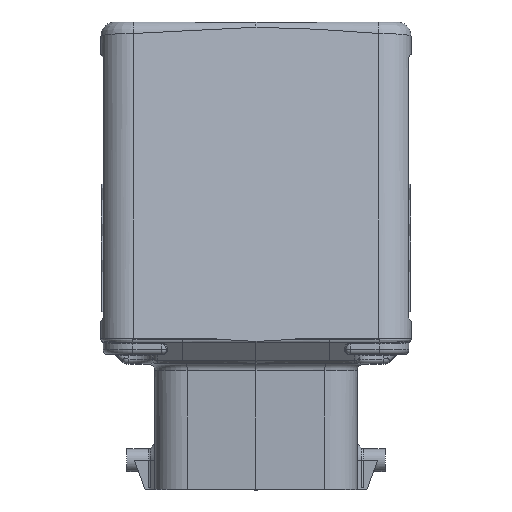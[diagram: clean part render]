
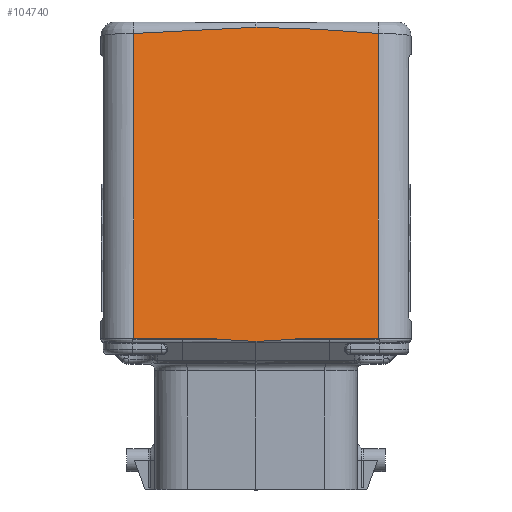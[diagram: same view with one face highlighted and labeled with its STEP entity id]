
A CAD part, top view. The second image highlights one B-rep face of the part: STEP entity #104740.
In plain terms, the highlighted planar face has unit normal (0, 0.174, 0.985).
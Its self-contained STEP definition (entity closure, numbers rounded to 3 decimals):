
#14690=CARTESIAN_POINT('',(46.623,118.147,
5.58));
#14700=VERTEX_POINT('',#14690);
#14750=CARTESIAN_POINT('',(46.623,118.147,
5.58));
#14760=CARTESIAN_POINT('',(44.445,118.086,
5.591));
#14770=CARTESIAN_POINT('',(40.09,117.958,
5.614));
#14780=CARTESIAN_POINT('',(33.559,117.737,
5.653));
#14790=CARTESIAN_POINT('',(28.118,117.513,
5.692));
#14800=CARTESIAN_POINT('',(24.312,117.302,
5.729));
#14810=CARTESIAN_POINT('',(22.411,117.156,
5.755));
#14820=CARTESIAN_POINT('',(21.464,117.056,
5.773));
#14830=CARTESIAN_POINT('',(20.992,116.985,
5.785));
#14840=CARTESIAN_POINT('',(20.76,116.936,
5.794));
#14850=CARTESIAN_POINT('',(20.645,116.9,
5.8));
#14860=CARTESIAN_POINT('',(20.586,116.873,
5.805));
#14870=CARTESIAN_POINT('',(20.556,116.846,
5.81));
#14880=CARTESIAN_POINT('',(20.556,116.83,
5.812));
#14890=B_SPLINE_CURVE_WITH_KNOTS('',3,(#14750,#14760,#14770,#14780,
#14790,#14800,#14810,#14820,#14830,#14840,#14850,#14860,#14870,#14880),
.UNSPECIFIED.,.F.,.F.,(4,1,1,1,1,1,1,1,1,1,1,4),(0.,0.25,
0.5,0.75,0.875,0.938,
0.969,0.984,0.992,0.996,
0.998,1.),.UNSPECIFIED.);
#14900=CARTESIAN_POINT('',(20.556,116.83,
5.812));
#14910=VERTEX_POINT('',#14900);
#14920=EDGE_CURVE('',#14700,#14910,#14890,.T.);
#22330=CARTESIAN_POINT('',(55.31,51.92,
17.258));
#22340=VERTEX_POINT('',#22330);
#22370=CARTESIAN_POINT('',(0.,51.92,
17.258));
#22380=DIRECTION('',(1.,0.,0.));
#22390=VECTOR('',#22380,1.);
#22400=LINE('',#22370,#22390);
#22410=CARTESIAN_POINT('',(72.689,51.92,
17.258));
#22420=VERTEX_POINT('',#22410);
#22430=EDGE_CURVE('',#22340,#22420,#22400,.T.);
#22830=CARTESIAN_POINT('',(46.623,51.255,
17.375));
#22840=VERTEX_POINT('',#22830);
#22870=CARTESIAN_POINT('',(46.623,51.255,
17.375));
#22880=CARTESIAN_POINT('',(48.11,51.309,
17.366));
#22890=CARTESIAN_POINT('',(50.305,51.399,
17.35));
#22900=CARTESIAN_POINT('',(52.712,51.545,
17.324));
#22910=CARTESIAN_POINT('',(53.808,51.638,
17.308));
#22920=CARTESIAN_POINT('',(54.347,51.693,
17.298));
#22930=CARTESIAN_POINT('',(54.765,51.749,
17.288));
#22940=CARTESIAN_POINT('',(55.042,51.799,
17.279));
#22950=CARTESIAN_POINT('',(55.195,51.841,
17.272));
#22960=CARTESIAN_POINT('',(55.266,51.87,
17.267));
#22970=CARTESIAN_POINT('',(55.31,51.9,
17.261));
#22980=CARTESIAN_POINT('',(55.31,51.92,
17.258));
#22990=B_SPLINE_CURVE_WITH_KNOTS('',3,(#22870,#22880,#22890,#22900,
#22910,#22920,#22930,#22940,#22950,#22960,#22970,#22980),.UNSPECIFIED.,
.F.,.F.,(4,1,1,1,1,1,1,1,1,4),(0.,0.511,0.754,
0.827,0.888,0.94,0.972,
0.986,0.993,1.),.UNSPECIFIED.);
#23000=CARTESIAN_POINT('',(54.729,51.746,
17.288));
#23010=VERTEX_POINT('',#23000);
#23020=EDGE_CURVE('',#22840,#23010,#22990,.T.);
#26650=CARTESIAN_POINT('',(72.689,116.83,
5.812));
#26660=VERTEX_POINT('',#26650);
#41210=CARTESIAN_POINT('',(37.936,51.92,
17.258));
#41220=VERTEX_POINT('',#41210);
#41520=CARTESIAN_POINT('',(20.556,51.92,
17.258));
#41530=VERTEX_POINT('',#41520);
#41560=CARTESIAN_POINT('',(0.,51.92,
17.258));
#41570=DIRECTION('',(1.,0.,0.));
#41580=VECTOR('',#41570,1.);
#41590=LINE('',#41560,#41580);
#41600=EDGE_CURVE('',#41530,#41220,#41590,.T.);
#81490=CARTESIAN_POINT('',(38.516,51.746,
17.288));
#81500=VERTEX_POINT('',#81490);
#81530=CARTESIAN_POINT('',(37.936,51.92,
17.258));
#81540=CARTESIAN_POINT('',(37.936,51.9,
17.261));
#81550=CARTESIAN_POINT('',(37.979,51.87,
17.267));
#81560=CARTESIAN_POINT('',(38.051,51.841,
17.272));
#81570=CARTESIAN_POINT('',(38.203,51.799,
17.279));
#81580=CARTESIAN_POINT('',(38.481,51.749,
17.288));
#81590=CARTESIAN_POINT('',(38.899,51.693,
17.298));
#81600=CARTESIAN_POINT('',(39.437,51.638,
17.308));
#81610=CARTESIAN_POINT('',(40.533,51.545,
17.324));
#81620=CARTESIAN_POINT('',(42.94,51.399,
17.35));
#81630=CARTESIAN_POINT('',(45.135,51.309,
17.366));
#81640=CARTESIAN_POINT('',(46.623,51.255,
17.375));
#81650=B_SPLINE_CURVE_WITH_KNOTS('',3,(#81530,#81540,#81550,#81560,
#81570,#81580,#81590,#81600,#81610,#81620,#81630,#81640),.UNSPECIFIED.,
.F.,.F.,(4,1,1,1,1,1,1,1,1,4),(0.,0.007,0.014,
0.028,0.06,0.112,0.173,
0.246,0.489,1.),.UNSPECIFIED.);
#81660=EDGE_CURVE('',#81500,#22840,#81650,.T.);
#104300=CARTESIAN_POINT('',(73.996,39.868,
19.383));
#104310=DIRECTION('',(0.,0.174,0.985));
#104320=DIRECTION('',(0.,0.985,-0.174));
#104330=AXIS2_PLACEMENT_3D('',#104300,#104310,#104320);
#104340=PLANE('',#104330);
#104350=ORIENTED_EDGE('',*,*,#22430,.T.);
#104360=EDGE_CURVE('',#23010,#22340,#22990,.T.);
#104370=ORIENTED_EDGE('',*,*,#104360,.T.);
#104380=ORIENTED_EDGE('',*,*,#23020,.T.);
#104390=ORIENTED_EDGE('',*,*,#81660,.T.);
#104400=EDGE_CURVE('',#41220,#81500,#81650,.T.);
#104410=ORIENTED_EDGE('',*,*,#104400,.T.);
#104420=ORIENTED_EDGE('',*,*,#41600,.T.);
#104430=CARTESIAN_POINT('',(20.556,90.657,
10.427));
#104440=DIRECTION('',(0.,0.985,-0.174));
#104450=VECTOR('',#104440,1.);
#104460=LINE('',#104430,#104450);
#104470=EDGE_CURVE('',#41530,#14910,#104460,.T.);
#104480=ORIENTED_EDGE('',*,*,#104470,.F.);
#104490=ORIENTED_EDGE('',*,*,#14920,.T.);
#104500=CARTESIAN_POINT('',(72.689,116.83,
5.812));
#104510=CARTESIAN_POINT('',(72.689,116.847,
5.809));
#104520=CARTESIAN_POINT('',(72.658,116.873,
5.805));
#104530=CARTESIAN_POINT('',(72.599,116.9,
5.8));
#104540=CARTESIAN_POINT('',(72.483,116.937,
5.794));
#104550=CARTESIAN_POINT('',(72.251,116.985,
5.785));
#104560=CARTESIAN_POINT('',(71.779,117.056,
5.773));
#104570=CARTESIAN_POINT('',(70.832,117.156,
5.755));
#104580=CARTESIAN_POINT('',(68.93,117.302,
5.729));
#104590=CARTESIAN_POINT('',(65.124,117.513,
5.692));
#104600=CARTESIAN_POINT('',(57.507,117.826,
5.637));
#104610=CARTESIAN_POINT('',(50.976,118.025,
5.602));
#104620=CARTESIAN_POINT('',(46.623,118.147,
5.58));
#104630=B_SPLINE_CURVE_WITH_KNOTS('',3,(#104500,#104510,#104520,#104530,
#104540,#104550,#104560,#104570,#104580,#104590,#104600,#104610,#104620)
,.UNSPECIFIED.,.F.,.F.,(4,1,1,1,1,1,1,1,1,1,4),(0.,0.002,
0.004,0.008,0.016,0.031,
0.063,0.125,0.25,0.5,
1.),.UNSPECIFIED.);
#104640=EDGE_CURVE('',#26660,#14700,#104630,.T.);
#104650=ORIENTED_EDGE('',*,*,#104640,.T.);
#104660=CARTESIAN_POINT('',(72.689,90.657,
10.427));
#104670=DIRECTION('',(0.,0.985,-0.174));
#104680=VECTOR('',#104670,1.);
#104690=LINE('',#104660,#104680);
#104700=EDGE_CURVE('',#22420,#26660,#104690,.T.);
#104710=ORIENTED_EDGE('',*,*,#104700,.T.);
#104720=EDGE_LOOP('',(#104710,#104650,#104490,#104480,#104420,#104410,
#104390,#104380,#104370,#104350));
#104730=FACE_OUTER_BOUND('',#104720,.T.);
#104740=ADVANCED_FACE('',(#104730),#104340,.T.);
